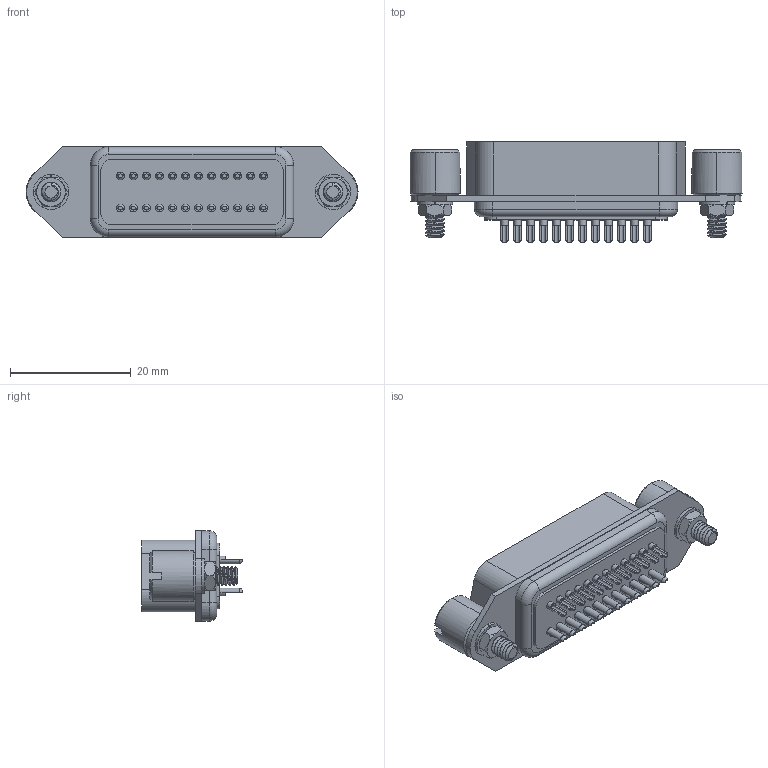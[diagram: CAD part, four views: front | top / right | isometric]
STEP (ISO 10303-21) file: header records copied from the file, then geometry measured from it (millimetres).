
FILE_DESCRIPTION (( 'STEP AP214' ), '1' );
FILE_NAME ('CIB24S_3D.step', '2023-09-14T16:55:20', ( '' ), ( '' ), 'SwSTEP 2.0', 'SolidWorks 2022', '' );
FILE_SCHEMA (( 'AUTOMOTIVE_DESIGN' ));
Length unit declared in the file: inch
Products named in the file (5): CIB24S; 3AA03-004; CIB24S_3D; CIB24S-MA1; 3AA02-005
Assembly tree (7 placements, depth 2):
  CIB24S_3D
    CIB24S
    CIB24S-MA1  x2
    3AA03-004  x2
    3AA02-005  x2
Bounding box: 55.09 x 16.67 x 15.24 mm (x, y, z)
Volume: 5805.8 mm3; surface area: 5348.7 mm2
Topology: 7 solids, 7 shells, 857 faces, 2180 edges, 1424 vertices
Faces by surface type: plane 565, cylinder 188, cone 44, bspline 32, sphere 24, torus 4
Entity records: 33776 total; most frequent: CARTESIAN_POINT 7353, ORIENTED_EDGE 3948, DIRECTION 3744, EDGE_CURVE 1974, VECTOR 1438, LINE 1438, VERTEX_POINT 1292, AXIS2_PLACEMENT_3D 1153
